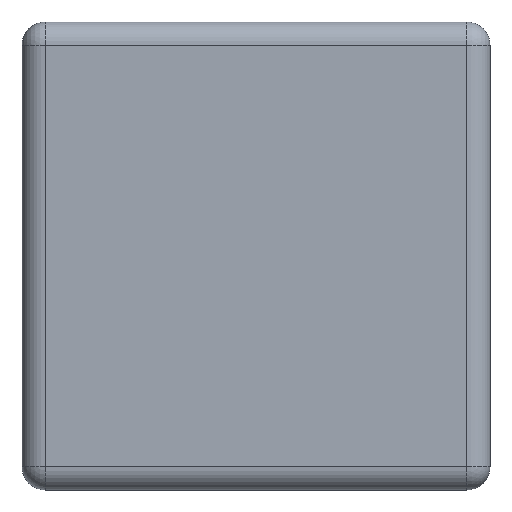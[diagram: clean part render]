
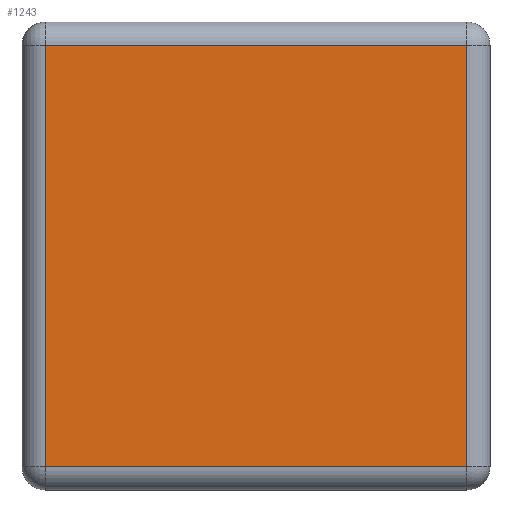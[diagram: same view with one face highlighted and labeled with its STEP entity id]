
A CAD part, left-side view. The second image highlights one B-rep face of the part: STEP entity #1243.
In plain terms, the highlighted planar face has unit normal (-1, 0, 0).
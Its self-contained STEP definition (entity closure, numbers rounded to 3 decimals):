
#181 = PLANE ( 'NONE',  #1928 ) ;
#196 = VECTOR ( 'NONE', #842, 1000. ) ;
#219 = DIRECTION ( 'NONE',  ( 0., 0., 1. ) ) ;
#241 = CARTESIAN_POINT ( 'NONE',  ( 0., 20., -1. ) ) ;
#273 = VERTEX_POINT ( 'NONE', #1861 ) ;
#284 = LINE ( 'NONE', #1407, #732 ) ;
#344 = EDGE_CURVE ( 'NONE', #658, #273, #1936, .T. ) ;
#345 = VERTEX_POINT ( 'NONE', #1740 ) ;
#347 = FACE_OUTER_BOUND ( 'NONE', #1172, .T. ) ;
#467 = CARTESIAN_POINT ( 'NONE',  ( 0., 1., -19. ) ) ;
#641 = CARTESIAN_POINT ( 'NONE',  ( 0., 0., 0. ) ) ;
#658 = VERTEX_POINT ( 'NONE', #467 ) ;
#691 = EDGE_CURVE ( 'NONE', #345, #1313, #284, .T. ) ;
#732 = VECTOR ( 'NONE', #1880, 1000. ) ;
#784 = DIRECTION ( 'NONE',  ( 0., 0., 1. ) ) ;
#811 = CARTESIAN_POINT ( 'NONE',  ( 0., 1., 0. ) ) ;
#842 = DIRECTION ( 'NONE',  ( 0., 1., 0. ) ) ;
#990 = LINE ( 'NONE', #241, #196 ) ;
#996 = CARTESIAN_POINT ( 'NONE',  ( 0., 0., -19. ) ) ;
#1025 = EDGE_CURVE ( 'NONE', #1313, #658, #1797, .T. ) ;
#1172 = EDGE_LOOP ( 'NONE', ( #1971, #1439, #2015, #1704 ) ) ;
#1243 = ADVANCED_FACE ( 'NONE', ( #347 ), #181, .T. ) ;
#1252 = DIRECTION ( 'NONE',  ( -1., 0., 0. ) ) ;
#1293 = DIRECTION ( 'NONE',  ( 0., -1., 0. ) ) ;
#1309 = CARTESIAN_POINT ( 'NONE',  ( 0., 19., -19. ) ) ;
#1313 = VERTEX_POINT ( 'NONE', #1309 ) ;
#1325 = EDGE_CURVE ( 'NONE', #273, #345, #990, .T. ) ;
#1407 = CARTESIAN_POINT ( 'NONE',  ( 0., 19., -20. ) ) ;
#1439 = ORIENTED_EDGE ( 'NONE', *, *, #344, .T. ) ;
#1463 = VECTOR ( 'NONE', #1293, 1000. ) ;
#1704 = ORIENTED_EDGE ( 'NONE', *, *, #691, .T. ) ;
#1740 = CARTESIAN_POINT ( 'NONE',  ( 0., 19., -1. ) ) ;
#1797 = LINE ( 'NONE', #996, #1463 ) ;
#1861 = CARTESIAN_POINT ( 'NONE',  ( 0., 1., -1. ) ) ;
#1880 = DIRECTION ( 'NONE',  ( 0., 0., -1. ) ) ;
#1928 = AXIS2_PLACEMENT_3D ( 'NONE', #641, #1252, #784 ) ;
#1936 = LINE ( 'NONE', #811, #1966 ) ;
#1966 = VECTOR ( 'NONE', #219, 1000. ) ;
#1971 = ORIENTED_EDGE ( 'NONE', *, *, #1025, .T. ) ;
#2015 = ORIENTED_EDGE ( 'NONE', *, *, #1325, .T. ) ;
